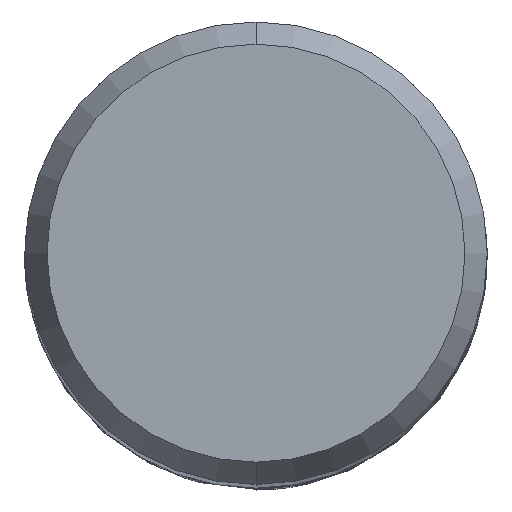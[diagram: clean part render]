
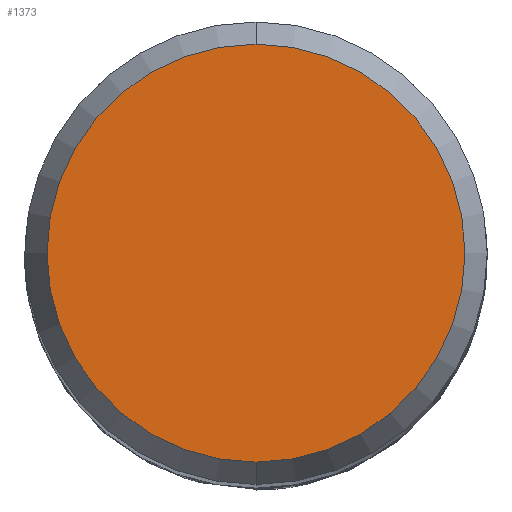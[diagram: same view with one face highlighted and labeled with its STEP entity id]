
A CAD part, top view. The second image highlights one B-rep face of the part: STEP entity #1373.
In plain terms, the highlighted planar face has unit normal (0, 0, 1).
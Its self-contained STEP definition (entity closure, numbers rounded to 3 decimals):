
#653=VERTEX_POINT('',#1797);
#825=EDGE_CURVE('',#1381,#653,#1979,.T.);
#889=EDGE_CURVE('',#653,#1381,#2049,.T.);
#1373=ADVANCED_FACE('',(#2579),#2580,.T.);
#1381=VERTEX_POINT('',#2589);
#1797=CARTESIAN_POINT('',(0.,-5.423,0.0));
#1979=CIRCLE('',#4897,5.423);
#2049=CIRCLE('',#5771,5.423);
#2579=FACE_OUTER_BOUND('',#12278,.T.);
#2580=PLANE('',#12279);
#2589=CARTESIAN_POINT('',(0.0,5.423,0.0));
#4897=AXIS2_PLACEMENT_3D('',#16938,#16939,#16940);
#5771=AXIS2_PLACEMENT_3D('',#17007,#17008,#17009);
#12278=EDGE_LOOP('',(#17519,#17520));
#12279=AXIS2_PLACEMENT_3D('',#17521,#17522,#17523);
#16938=CARTESIAN_POINT('',(0.0,0.0,0.0));
#16939=DIRECTION('',(0.0,0.0,-1.0));
#16940=DIRECTION('',(0.0,1.0,0.0));
#17007=CARTESIAN_POINT('',(0.0,0.0,0.0));
#17008=DIRECTION('',(0.0,0.0,-1.0));
#17009=DIRECTION('',(0.0,1.0,0.0));
#17519=ORIENTED_EDGE('',*,*,#825,.F.);
#17520=ORIENTED_EDGE('',*,*,#889,.F.);
#17521=CARTESIAN_POINT('',(0.0,2.711,0.0));
#17522=DIRECTION('',(-0.0,0.0,1.0));
#17523=DIRECTION('',(0.0,-1.0,0.0));
